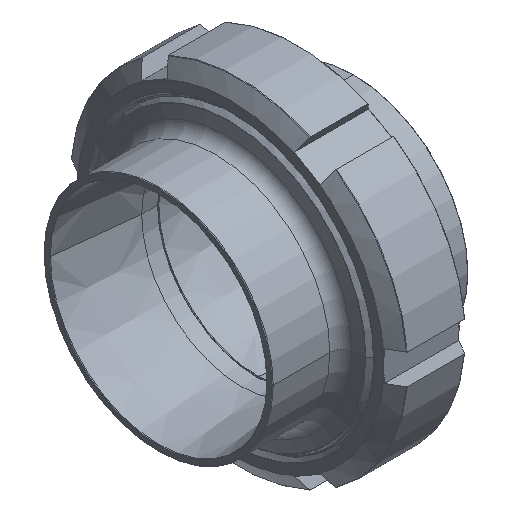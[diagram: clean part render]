
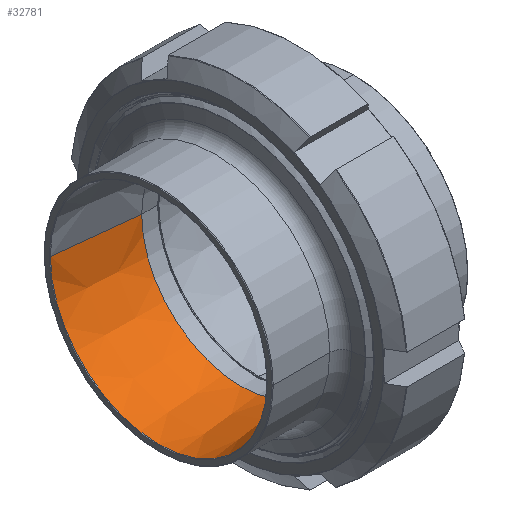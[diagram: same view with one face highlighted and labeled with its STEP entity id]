
A CAD part, isometric view. The second image highlights one B-rep face of the part: STEP entity #32781.
In plain terms, the highlighted conical face has half-angle 6.329 degrees and reference radius 36.05 mm.
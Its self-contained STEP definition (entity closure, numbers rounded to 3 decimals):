
#837 = VERTEX_POINT ( 'NONE', #18146 ) ;
#1561 = AXIS2_PLACEMENT_3D ( 'NONE', #48678, #17695, #59607 ) ;
#8379 = VERTEX_POINT ( 'NONE', #66158 ) ;
#9520 = VECTOR ( 'NONE', #50362, 1000. ) ;
#10991 = EDGE_CURVE ( 'NONE', #837, #16512, #20077, .T. ) ;
#13411 = DIRECTION ( 'NONE',  ( -0.994, -0.11, 0. ) ) ;
#16512 = VERTEX_POINT ( 'NONE', #26095 ) ;
#17695 = DIRECTION ( 'NONE',  ( -1., 0., 0. ) ) ;
#18146 = CARTESIAN_POINT ( 'NONE',  ( -12.5, 33., 0. ) ) ;
#19036 = AXIS2_PLACEMENT_3D ( 'NONE', #31119, #47189, #30897 ) ;
#20077 = LINE ( 'NONE', #29972, #9520 ) ;
#22964 = ORIENTED_EDGE ( 'NONE', *, *, #10991, .T. ) ;
#26095 = CARTESIAN_POINT ( 'NONE',  ( -39.822, 36.03, 0. ) ) ;
#29702 = CARTESIAN_POINT ( 'NONE',  ( -39.822, -36.03, 0. ) ) ;
#29972 = CARTESIAN_POINT ( 'NONE',  ( -40., 36.05, 0. ) ) ;
#30897 = DIRECTION ( 'NONE',  ( 0., -1., 0. ) ) ;
#31119 = CARTESIAN_POINT ( 'NONE',  ( -40., 0., 0. ) ) ;
#32036 = EDGE_CURVE ( 'NONE', #8379, #837, #55120, .T. ) ;
#32307 = EDGE_CURVE ( 'NONE', #16512, #43827, #46944, .T. ) ;
#32781 = ADVANCED_FACE ( 'NONE', ( #51726 ), #53353, .F. ) ;
#36732 = LINE ( 'NONE', #49179, #47267 ) ;
#40941 = CARTESIAN_POINT ( 'NONE',  ( -12.5, 0., 0. ) ) ;
#42917 = ORIENTED_EDGE ( 'NONE', *, *, #65830, .F. ) ;
#43713 = AXIS2_PLACEMENT_3D ( 'NONE', #40941, #46144, #61801 ) ;
#43827 = VERTEX_POINT ( 'NONE', #29702 ) ;
#44329 = EDGE_LOOP ( 'NONE', ( #44872, #22964, #47928, #42917 ) ) ;
#44872 = ORIENTED_EDGE ( 'NONE', *, *, #32036, .T. ) ;
#46144 = DIRECTION ( 'NONE',  ( 1., 0., 0. ) ) ;
#46944 = CIRCLE ( 'NONE', #1561, 36.03 ) ;
#47189 = DIRECTION ( 'NONE',  ( -1., 0., 0. ) ) ;
#47267 = VECTOR ( 'NONE', #13411, 1000. ) ;
#47928 = ORIENTED_EDGE ( 'NONE', *, *, #32307, .T. ) ;
#48678 = CARTESIAN_POINT ( 'NONE',  ( -39.822, 0., 0. ) ) ;
#49179 = CARTESIAN_POINT ( 'NONE',  ( -40., -36.05, 0. ) ) ;
#50362 = DIRECTION ( 'NONE',  ( -0.994, 0.11, 0. ) ) ;
#51726 = FACE_OUTER_BOUND ( 'NONE', #44329, .T. ) ;
#53353 = CONICAL_SURFACE ( 'NONE', #19036, 36.05, 0.11 ) ;
#55120 = CIRCLE ( 'NONE', #43713, 33. ) ;
#59607 = DIRECTION ( 'NONE',  ( 0., 1., 0. ) ) ;
#61801 = DIRECTION ( 'NONE',  ( 0., 1., 0. ) ) ;
#65830 = EDGE_CURVE ( 'NONE', #8379, #43827, #36732, .T. ) ;
#66158 = CARTESIAN_POINT ( 'NONE',  ( -12.5, -33., 0. ) ) ;
